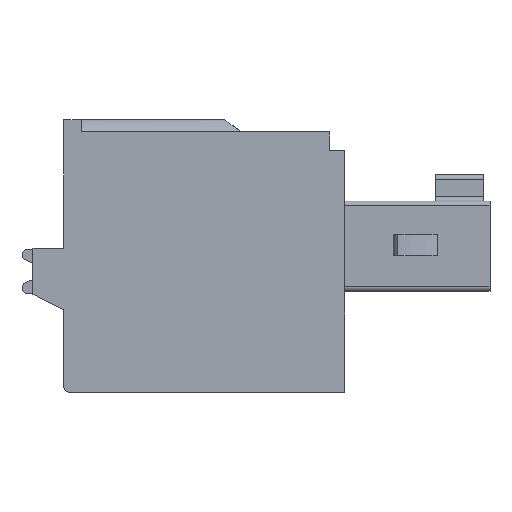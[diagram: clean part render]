
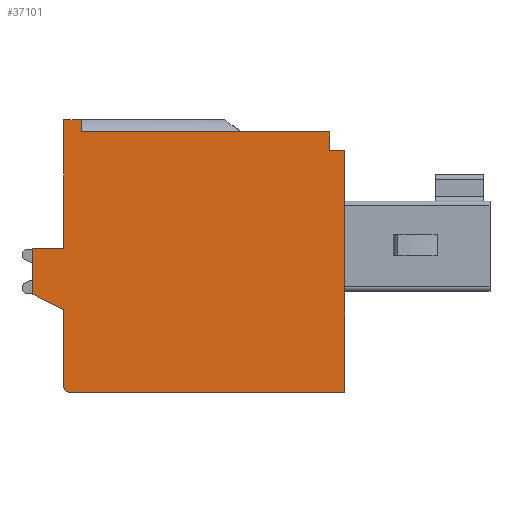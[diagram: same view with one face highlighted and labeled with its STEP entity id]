
A CAD part, left-side view. The second image highlights one B-rep face of the part: STEP entity #37101.
In plain terms, the highlighted planar face has unit normal (-1, 0, 0).
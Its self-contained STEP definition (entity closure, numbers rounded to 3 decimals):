
#574 = VERTEX_POINT ( 'NONE', #13765 ) ;
#819 = EDGE_CURVE ( 'NONE', #5869, #6686, #10619, .T. ) ;
#862 = ORIENTED_EDGE ( 'NONE', *, *, #16590, .T. ) ;
#1777 = VERTEX_POINT ( 'NONE', #28747 ) ;
#2313 = ORIENTED_EDGE ( 'NONE', *, *, #22875, .T. ) ;
#2511 = DIRECTION ( 'NONE',  ( 0., 0., 1. ) ) ;
#3370 = CARTESIAN_POINT ( 'NONE',  ( 0., 19.4, 12.4 ) ) ;
#3804 = EDGE_CURVE ( 'NONE', #10954, #7311, #11702, .T. ) ;
#3956 = AXIS2_PLACEMENT_3D ( 'NONE', #8943, #34581, #19959 ) ;
#4123 = DIRECTION ( 'NONE',  ( 0., 0., -1. ) ) ;
#5209 = ORIENTED_EDGE ( 'NONE', *, *, #5875, .T. ) ;
#5415 = VECTOR ( 'NONE', #22145, 1000. ) ;
#5537 = ORIENTED_EDGE ( 'NONE', *, *, #30045, .T. ) ;
#5869 = VERTEX_POINT ( 'NONE', #33381 ) ;
#5875 = EDGE_CURVE ( 'NONE', #28675, #25080, #36291, .T. ) ;
#5893 = EDGE_CURVE ( 'NONE', #1777, #574, #32999, .T. ) ;
#6145 = CARTESIAN_POINT ( 'NONE',  ( 0., 20.8, 6.55 ) ) ;
#6432 = EDGE_LOOP ( 'NONE', ( #5209, #2313, #13962, #30753, #26921, #35530, #13260, #26927, #862, #9816, #15007, #29828, #5537 ) ) ;
#6686 = VERTEX_POINT ( 'NONE', #26112 ) ;
#6970 = EDGE_CURVE ( 'NONE', #7655, #10954, #29950, .T. ) ;
#6984 = CARTESIAN_POINT ( 'NONE',  ( 0., 19.4, 3.75 ) ) ;
#7311 = VERTEX_POINT ( 'NONE', #6145 ) ;
#7655 = VERTEX_POINT ( 'NONE', #10321 ) ;
#7937 = DIRECTION ( 'NONE',  ( 0., 0., 1. ) ) ;
#8097 = VECTOR ( 'NONE', #17585, 1000. ) ;
#8321 = LINE ( 'NONE', #14310, #8097 ) ;
#8661 = DIRECTION ( 'NONE',  ( 0., -0.894, -0.447 ) ) ;
#8781 = DIRECTION ( 'NONE',  ( 0., 1., 0. ) ) ;
#8943 = CARTESIAN_POINT ( 'NONE',  ( 0., 20.8, 12.4 ) ) ;
#9500 = DIRECTION ( 'NONE',  ( 0., 0., -1. ) ) ;
#9555 = AXIS2_PLACEMENT_3D ( 'NONE', #10823, #37571, #25296 ) ;
#9816 = ORIENTED_EDGE ( 'NONE', *, *, #28954, .T. ) ;
#9885 = DIRECTION ( 'NONE',  ( 0., 1., 0. ) ) ;
#10321 = CARTESIAN_POINT ( 'NONE',  ( 0., 19.4, 12.4 ) ) ;
#10619 = LINE ( 'NONE', #12767, #20778 ) ;
#10823 = CARTESIAN_POINT ( 'NONE',  ( 0., 19.15, 0.25 ) ) ;
#10954 = VERTEX_POINT ( 'NONE', #20436 ) ;
#10983 = EDGE_CURVE ( 'NONE', #32063, #1777, #12122, .T. ) ;
#11398 = VECTOR ( 'NONE', #8661, 1000. ) ;
#11418 = VERTEX_POINT ( 'NONE', #30047 ) ;
#11702 = LINE ( 'NONE', #26711, #35856 ) ;
#12122 = LINE ( 'NONE', #23894, #11398 ) ;
#12767 = CARTESIAN_POINT ( 'NONE',  ( 0., 6.6, 0. ) ) ;
#13187 = EDGE_CURVE ( 'NONE', #7655, #22571, #25655, .T. ) ;
#13260 = ORIENTED_EDGE ( 'NONE', *, *, #10983, .T. ) ;
#13765 = CARTESIAN_POINT ( 'NONE',  ( 0., 19.4, 0.25 ) ) ;
#13962 = ORIENTED_EDGE ( 'NONE', *, *, #13187, .F. ) ;
#14310 = CARTESIAN_POINT ( 'NONE',  ( 0., 20.8, 0. ) ) ;
#14344 = PLANE ( 'NONE',  #3956 ) ;
#15007 = ORIENTED_EDGE ( 'NONE', *, *, #819, .T. ) ;
#15550 = LINE ( 'NONE', #15732, #5415 ) ;
#15665 = CARTESIAN_POINT ( 'NONE',  ( 0., 11.3, 11.85 ) ) ;
#15703 = VECTOR ( 'NONE', #37011, 1000. ) ;
#15732 = CARTESIAN_POINT ( 'NONE',  ( 0., 7.3, 11. ) ) ;
#16590 = EDGE_CURVE ( 'NONE', #574, #25534, #26793, .T. ) ;
#17585 = DIRECTION ( 'NONE',  ( 0., -1., 0. ) ) ;
#19339 = CARTESIAN_POINT ( 'NONE',  ( 0., 18.6, 12.4 ) ) ;
#19959 = DIRECTION ( 'NONE',  ( 0., 0., -1. ) ) ;
#20436 = CARTESIAN_POINT ( 'NONE',  ( 0., 19.4, 6.55 ) ) ;
#20778 = VECTOR ( 'NONE', #34680, 1000. ) ;
#20865 = LINE ( 'NONE', #29689, #23240 ) ;
#20902 = EDGE_CURVE ( 'NONE', #6686, #11418, #15550, .T. ) ;
#21007 = CARTESIAN_POINT ( 'NONE',  ( 0., 20.8, 4.45 ) ) ;
#21057 = DIRECTION ( 'NONE',  ( 0., 0., 1. ) ) ;
#22145 = DIRECTION ( 'NONE',  ( 0., 1., 0. ) ) ;
#22571 = VERTEX_POINT ( 'NONE', #19339 ) ;
#22617 = CARTESIAN_POINT ( 'NONE',  ( 0., 7.3, 11.85 ) ) ;
#22875 = EDGE_CURVE ( 'NONE', #25080, #22571, #20865, .T. ) ;
#23217 = CARTESIAN_POINT ( 'NONE',  ( 0., 18.6, 11.85 ) ) ;
#23240 = VECTOR ( 'NONE', #21057, 1000. ) ;
#23894 = CARTESIAN_POINT ( 'NONE',  ( 0., 20.8, 4.45 ) ) ;
#24839 = CARTESIAN_POINT ( 'NONE',  ( 0., 19.15, 0. ) ) ;
#25080 = VERTEX_POINT ( 'NONE', #23217 ) ;
#25296 = DIRECTION ( 'NONE',  ( 0., 0., 1. ) ) ;
#25534 = VERTEX_POINT ( 'NONE', #24839 ) ;
#25655 = LINE ( 'NONE', #34503, #15703 ) ;
#26112 = CARTESIAN_POINT ( 'NONE',  ( 0., 6.6, 11. ) ) ;
#26711 = CARTESIAN_POINT ( 'NONE',  ( 0., 19.4, 6.55 ) ) ;
#26793 = CIRCLE ( 'NONE', #9555, 0.25 ) ;
#26921 = ORIENTED_EDGE ( 'NONE', *, *, #3804, .T. ) ;
#26927 = ORIENTED_EDGE ( 'NONE', *, *, #5893, .T. ) ;
#27181 = VECTOR ( 'NONE', #2511, 1000. ) ;
#27830 = VECTOR ( 'NONE', #7937, 1000. ) ;
#28675 = VERTEX_POINT ( 'NONE', #37851 ) ;
#28747 = CARTESIAN_POINT ( 'NONE',  ( 0., 19.4, 3.75 ) ) ;
#28879 = CARTESIAN_POINT ( 'NONE',  ( 0., 20.8, 12.4 ) ) ;
#28954 = EDGE_CURVE ( 'NONE', #25534, #5869, #8321, .T. ) ;
#29689 = CARTESIAN_POINT ( 'NONE',  ( 0., 18.6, 12.4 ) ) ;
#29828 = ORIENTED_EDGE ( 'NONE', *, *, #20902, .T. ) ;
#29950 = LINE ( 'NONE', #3370, #31589 ) ;
#30045 = EDGE_CURVE ( 'NONE', #11418, #28675, #37220, .T. ) ;
#30047 = CARTESIAN_POINT ( 'NONE',  ( 0., 7.3, 11. ) ) ;
#30753 = ORIENTED_EDGE ( 'NONE', *, *, #6970, .T. ) ;
#31589 = VECTOR ( 'NONE', #4123, 1000. ) ;
#31768 = LINE ( 'NONE', #28879, #27181 ) ;
#32063 = VERTEX_POINT ( 'NONE', #21007 ) ;
#32159 = VECTOR ( 'NONE', #9500, 1000. ) ;
#32760 = VECTOR ( 'NONE', #9885, 1000. ) ;
#32999 = LINE ( 'NONE', #6984, #32159 ) ;
#33028 = EDGE_CURVE ( 'NONE', #32063, #7311, #31768, .T. ) ;
#33381 = CARTESIAN_POINT ( 'NONE',  ( 0., 6.6, 0. ) ) ;
#34503 = CARTESIAN_POINT ( 'NONE',  ( 0., 20.8, 12.4 ) ) ;
#34581 = DIRECTION ( 'NONE',  ( 1., 0., 0. ) ) ;
#34680 = DIRECTION ( 'NONE',  ( 0., 0., 1. ) ) ;
#35350 = FACE_OUTER_BOUND ( 'NONE', #6432, .T. ) ;
#35530 = ORIENTED_EDGE ( 'NONE', *, *, #33028, .F. ) ;
#35856 = VECTOR ( 'NONE', #8781, 1000. ) ;
#36291 = LINE ( 'NONE', #15665, #32760 ) ;
#37011 = DIRECTION ( 'NONE',  ( 0., -1., 0. ) ) ;
#37101 = ADVANCED_FACE ( 'NONE', ( #35350 ), #14344, .F. ) ;
#37220 = LINE ( 'NONE', #22617, #27830 ) ;
#37571 = DIRECTION ( 'NONE',  ( -1., 0., 0. ) ) ;
#37851 = CARTESIAN_POINT ( 'NONE',  ( 0., 7.3, 11.85 ) ) ;
